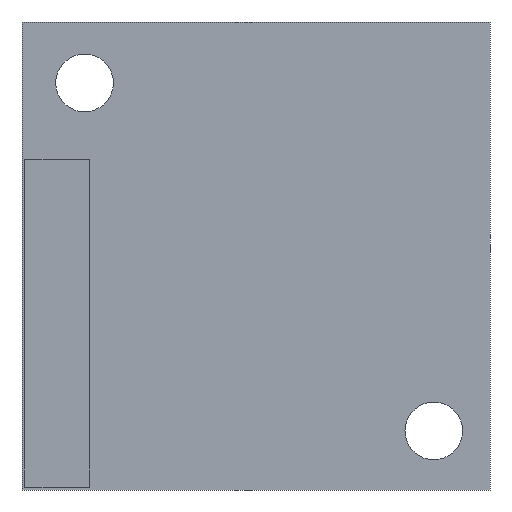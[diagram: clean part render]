
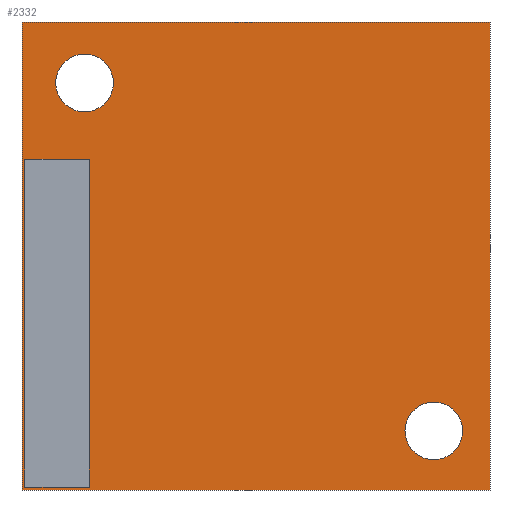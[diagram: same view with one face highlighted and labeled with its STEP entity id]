
A CAD part, front view. The second image highlights one B-rep face of the part: STEP entity #2332.
In plain terms, the highlighted planar face has unit normal (0, -1, 0).
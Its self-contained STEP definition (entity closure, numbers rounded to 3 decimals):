
#11 = DIRECTION ( 'NONE',  ( 0., 1., 0. ) ) ;
#40 = FACE_BOUND ( 'NONE', #1583, .T. ) ;
#113 = CARTESIAN_POINT ( 'NONE',  ( -6.539, 0., 5.5 ) ) ;
#126 = PLANE ( 'NONE',  #2273 ) ;
#141 = DIRECTION ( 'NONE',  ( 0., 0., -1. ) ) ;
#153 = CARTESIAN_POINT ( 'NONE',  ( 0., 0., 0. ) ) ;
#174 = VECTOR ( 'NONE', #1596, 1000. ) ;
#215 = CARTESIAN_POINT ( 'NONE',  ( -6.539, 0., 6.6 ) ) ;
#239 = CARTESIAN_POINT ( 'NONE',  ( -8.813, 0., 3.697 ) ) ;
#262 = AXIS2_PLACEMENT_3D ( 'NONE', #987, #1791, #396 ) ;
#280 = VERTEX_POINT ( 'NONE', #860 ) ;
#294 = CARTESIAN_POINT ( 'NONE',  ( -6.364, 0., 3.697 ) ) ;
#304 = ORIENTED_EDGE ( 'NONE', *, *, #309, .F. ) ;
#309 = EDGE_CURVE ( 'NONE', #539, #546, #2416, .T. ) ;
#325 = CARTESIAN_POINT ( 'NONE',  ( 8.925, 0., -8.925 ) ) ;
#376 = VERTEX_POINT ( 'NONE', #113 ) ;
#386 = EDGE_CURVE ( 'NONE', #2126, #1729, #581, .T. ) ;
#396 = DIRECTION ( 'NONE',  ( 0., 0., 1. ) ) ;
#501 = VECTOR ( 'NONE', #1493, 1000. ) ;
#539 = VERTEX_POINT ( 'NONE', #1553 ) ;
#546 = VERTEX_POINT ( 'NONE', #948 ) ;
#552 = CIRCLE ( 'NONE', #2239, 1.1 ) ;
#564 = LINE ( 'NONE', #864, #1041 ) ;
#572 = DIRECTION ( 'NONE',  ( 0., 0., 1. ) ) ;
#581 = LINE ( 'NONE', #1698, #501 ) ;
#589 = EDGE_CURVE ( 'NONE', #1377, #995, #2508, .T. ) ;
#618 = DIRECTION ( 'NONE',  ( 1., 0., 0. ) ) ;
#628 = AXIS2_PLACEMENT_3D ( 'NONE', #215, #1391, #804 ) ;
#725 = VECTOR ( 'NONE', #1643, 1000. ) ;
#733 = EDGE_CURVE ( 'NONE', #280, #376, #1830, .T. ) ;
#766 = FACE_OUTER_BOUND ( 'NONE', #1428, .T. ) ;
#804 = DIRECTION ( 'NONE',  ( 0., 0., 1. ) ) ;
#807 = DIRECTION ( 'NONE',  ( 0., 0., 1. ) ) ;
#833 = EDGE_CURVE ( 'NONE', #2153, #1204, #564, .T. ) ;
#860 = CARTESIAN_POINT ( 'NONE',  ( -6.539, 0., 7.7 ) ) ;
#864 = CARTESIAN_POINT ( 'NONE',  ( -8.813, 0., 3.697 ) ) ;
#893 = ORIENTED_EDGE ( 'NONE', *, *, #1136, .F. ) ;
#933 = ORIENTED_EDGE ( 'NONE', *, *, #386, .F. ) ;
#946 = ORIENTED_EDGE ( 'NONE', *, *, #1958, .F. ) ;
#948 = CARTESIAN_POINT ( 'NONE',  ( -8.925, 0., 8.925 ) ) ;
#960 = VERTEX_POINT ( 'NONE', #1401 ) ;
#969 = CARTESIAN_POINT ( 'NONE',  ( -8.925, 0., -8.925 ) ) ;
#987 = CARTESIAN_POINT ( 'NONE',  ( -6.539, 0., 6.6 ) ) ;
#995 = VERTEX_POINT ( 'NONE', #1826 ) ;
#1008 = LINE ( 'NONE', #294, #2024 ) ;
#1032 = EDGE_LOOP ( 'NONE', ( #1279, #2486 ) ) ;
#1041 = VECTOR ( 'NONE', #2436, 1000. ) ;
#1104 = DIRECTION ( 'NONE',  ( 0., 0., 1. ) ) ;
#1136 = EDGE_CURVE ( 'NONE', #1204, #1775, #2374, .T. ) ;
#1188 = CARTESIAN_POINT ( 'NONE',  ( 6.781, 0., -5.571 ) ) ;
#1192 = DIRECTION ( 'NONE',  ( 1., 0., 0. ) ) ;
#1204 = VERTEX_POINT ( 'NONE', #2052 ) ;
#1209 = ORIENTED_EDGE ( 'NONE', *, *, #1283, .F. ) ;
#1279 = ORIENTED_EDGE ( 'NONE', *, *, #589, .T. ) ;
#1283 = EDGE_CURVE ( 'NONE', #960, #2153, #2532, .T. ) ;
#1305 = LINE ( 'NONE', #1985, #1582 ) ;
#1325 = VECTOR ( 'NONE', #618, 1000. ) ;
#1372 = CARTESIAN_POINT ( 'NONE',  ( 6.781, 0., -6.671 ) ) ;
#1377 = VERTEX_POINT ( 'NONE', #1188 ) ;
#1391 = DIRECTION ( 'NONE',  ( 0., 1., 0. ) ) ;
#1401 = CARTESIAN_POINT ( 'NONE',  ( -6.364, 0., 3.697 ) ) ;
#1428 = EDGE_LOOP ( 'NONE', ( #933, #946, #304, #1971 ) ) ;
#1432 = DIRECTION ( 'NONE',  ( 0., 0., 1. ) ) ;
#1478 = ORIENTED_EDGE ( 'NONE', *, *, #733, .T. ) ;
#1480 = AXIS2_PLACEMENT_3D ( 'NONE', #1372, #11, #572 ) ;
#1493 = DIRECTION ( 'NONE',  ( 0., 0., -1. ) ) ;
#1546 = DIRECTION ( 'NONE',  ( 0., -1., 0. ) ) ;
#1553 = CARTESIAN_POINT ( 'NONE',  ( -8.925, 0., -8.925 ) ) ;
#1582 = VECTOR ( 'NONE', #1192, 1000. ) ;
#1583 = EDGE_LOOP ( 'NONE', ( #1478, #1614 ) ) ;
#1596 = DIRECTION ( 'NONE',  ( -1., 0., 0. ) ) ;
#1614 = ORIENTED_EDGE ( 'NONE', *, *, #1898, .T. ) ;
#1643 = DIRECTION ( 'NONE',  ( -1., 0., 0. ) ) ;
#1688 = CARTESIAN_POINT ( 'NONE',  ( -8.813, 0., 3.697 ) ) ;
#1697 = EDGE_CURVE ( 'NONE', #1775, #960, #1008, .T. ) ;
#1698 = CARTESIAN_POINT ( 'NONE',  ( 8.925, 0., 8.925 ) ) ;
#1719 = FACE_BOUND ( 'NONE', #2519, .T. ) ;
#1729 = VERTEX_POINT ( 'NONE', #325 ) ;
#1758 = CIRCLE ( 'NONE', #262, 1.1 ) ;
#1775 = VERTEX_POINT ( 'NONE', #2147 ) ;
#1791 = DIRECTION ( 'NONE',  ( 0., 1., 0. ) ) ;
#1825 = CARTESIAN_POINT ( 'NONE',  ( 8.925, 0., 8.925 ) ) ;
#1826 = CARTESIAN_POINT ( 'NONE',  ( 6.781, 0., -7.771 ) ) ;
#1830 = CIRCLE ( 'NONE', #628, 1.1 ) ;
#1831 = DIRECTION ( 'NONE',  ( 0., 1., 0. ) ) ;
#1888 = VECTOR ( 'NONE', #1432, 1000. ) ;
#1898 = EDGE_CURVE ( 'NONE', #376, #280, #1758, .T. ) ;
#1952 = LINE ( 'NONE', #969, #174 ) ;
#1958 = EDGE_CURVE ( 'NONE', #546, #2126, #1305, .T. ) ;
#1962 = CARTESIAN_POINT ( 'NONE',  ( -8.813, 0., -8.813 ) ) ;
#1971 = ORIENTED_EDGE ( 'NONE', *, *, #1997, .F. ) ;
#1985 = CARTESIAN_POINT ( 'NONE',  ( -8.925, 0., 8.925 ) ) ;
#1997 = EDGE_CURVE ( 'NONE', #1729, #539, #1952, .T. ) ;
#2024 = VECTOR ( 'NONE', #1104, 1000. ) ;
#2028 = CARTESIAN_POINT ( 'NONE',  ( 6.781, 0., -6.671 ) ) ;
#2052 = CARTESIAN_POINT ( 'NONE',  ( -8.813, 0., -8.813 ) ) ;
#2126 = VERTEX_POINT ( 'NONE', #1825 ) ;
#2147 = CARTESIAN_POINT ( 'NONE',  ( -6.364, 0., -8.813 ) ) ;
#2153 = VERTEX_POINT ( 'NONE', #1688 ) ;
#2226 = CARTESIAN_POINT ( 'NONE',  ( -8.925, 0., 8.925 ) ) ;
#2239 = AXIS2_PLACEMENT_3D ( 'NONE', #2028, #1831, #807 ) ;
#2273 = AXIS2_PLACEMENT_3D ( 'NONE', #153, #1546, #141 ) ;
#2332 = ADVANCED_FACE ( 'NONE', ( #40, #2504, #766, #1719 ), #126, .T. ) ;
#2374 = LINE ( 'NONE', #1962, #1325 ) ;
#2416 = LINE ( 'NONE', #2226, #1888 ) ;
#2425 = EDGE_CURVE ( 'NONE', #995, #1377, #552, .T. ) ;
#2430 = ORIENTED_EDGE ( 'NONE', *, *, #1697, .F. ) ;
#2436 = DIRECTION ( 'NONE',  ( 0., 0., -1. ) ) ;
#2486 = ORIENTED_EDGE ( 'NONE', *, *, #2425, .T. ) ;
#2495 = ORIENTED_EDGE ( 'NONE', *, *, #833, .F. ) ;
#2504 = FACE_BOUND ( 'NONE', #1032, .T. ) ;
#2508 = CIRCLE ( 'NONE', #1480, 1.1 ) ;
#2519 = EDGE_LOOP ( 'NONE', ( #893, #2495, #1209, #2430 ) ) ;
#2532 = LINE ( 'NONE', #239, #725 ) ;
